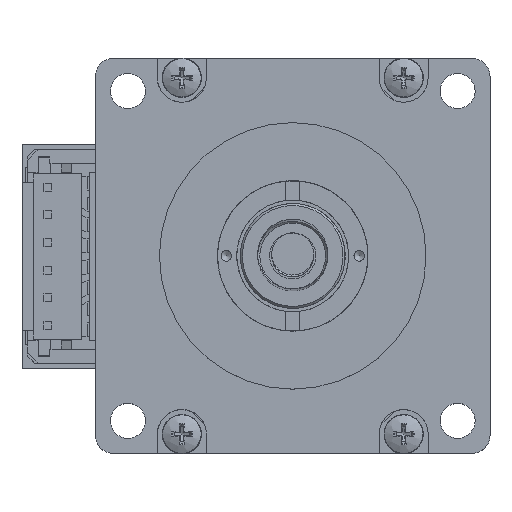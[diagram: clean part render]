
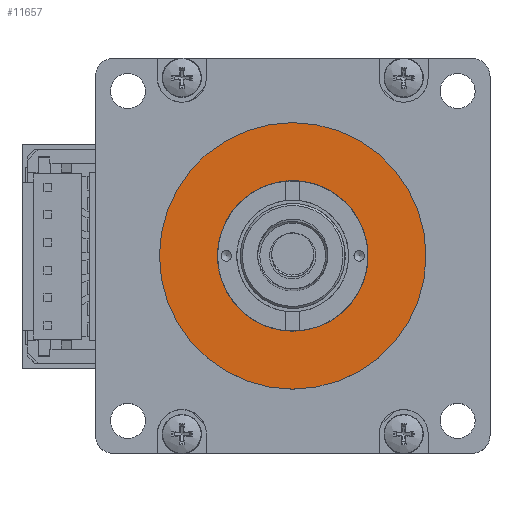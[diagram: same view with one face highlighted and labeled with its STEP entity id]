
A CAD part, top view. The second image highlights one B-rep face of the part: STEP entity #11657.
In plain terms, the highlighted planar face has unit normal (0, 0, 1).
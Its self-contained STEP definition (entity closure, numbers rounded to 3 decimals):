
#184=FACE_BOUND('',#2384,.T.);
#538=CIRCLE('',#12490,10.75);
#539=CIRCLE('',#12491,10.75);
#591=CIRCLE('',#12590,19.05);
#1747=FACE_OUTER_BOUND('',#2383,.T.);
#2383=EDGE_LOOP('',(#9067));
#2384=EDGE_LOOP('',(#9068,#9069));
#5393=VERTEX_POINT('',#18502);
#5394=VERTEX_POINT('',#18503);
#5499=VERTEX_POINT('',#18817);
#6657=EDGE_CURVE('',#5393,#5394,#538,.T.);
#6658=EDGE_CURVE('',#5394,#5393,#539,.T.);
#6819=EDGE_CURVE('',#5499,#5499,#591,.T.);
#9067=ORIENTED_EDGE('',*,*,#6819,.T.);
#9068=ORIENTED_EDGE('',*,*,#6657,.T.);
#9069=ORIENTED_EDGE('',*,*,#6658,.T.);
#11124=PLANE('',#12591);
#11657=ADVANCED_FACE('',(#1747,#184),#11124,.F.);
#12490=AXIS2_PLACEMENT_3D('',#18504,#14283,#14284);
#12491=AXIS2_PLACEMENT_3D('',#18505,#14285,#14286);
#12590=AXIS2_PLACEMENT_3D('',#18818,#14592,#14593);
#12591=AXIS2_PLACEMENT_3D('',#18820,#14595,#14596);
#14283=DIRECTION('center_axis',(0.,0.,-1.));
#14284=DIRECTION('ref_axis',(-1.,0.,0.));
#14285=DIRECTION('center_axis',(0.,0.,-1.));
#14286=DIRECTION('ref_axis',(-1.,0.,0.));
#14592=DIRECTION('center_axis',(0.,0.,1.));
#14593=DIRECTION('ref_axis',(1.,0.,0.));
#14595=DIRECTION('center_axis',(0.,0.,-1.));
#14596=DIRECTION('ref_axis',(1.,0.,0.));
#18502=CARTESIAN_POINT('',(-10.75,0.,40.4));
#18503=CARTESIAN_POINT('',(10.75,0.,40.4));
#18504=CARTESIAN_POINT('Origin',(0.,0.,40.4));
#18505=CARTESIAN_POINT('Origin',(0.,0.,40.4));
#18817=CARTESIAN_POINT('',(-19.05,0.,40.4));
#18818=CARTESIAN_POINT('Origin',(0.,0.,40.4));
#18820=CARTESIAN_POINT('Origin',(0.,0.,
40.4));
